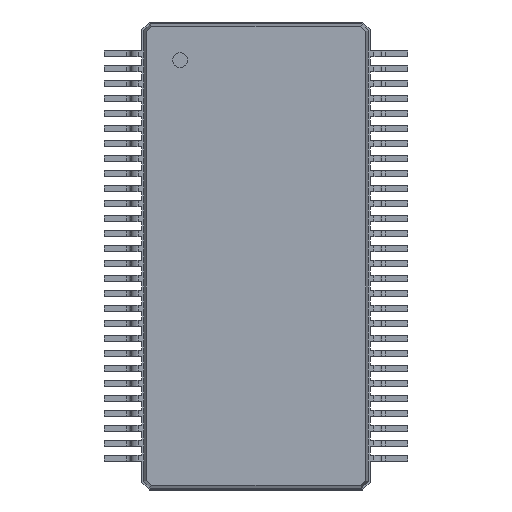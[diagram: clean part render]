
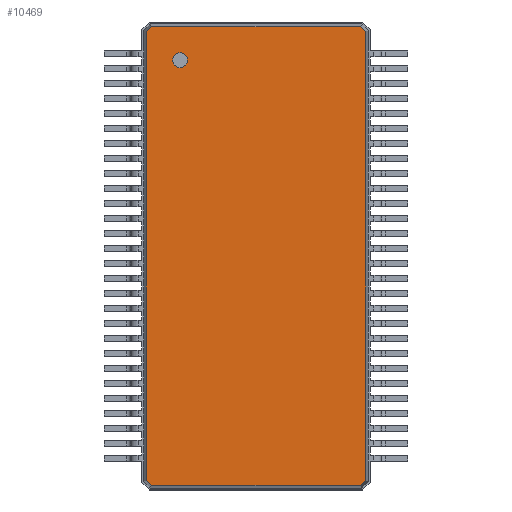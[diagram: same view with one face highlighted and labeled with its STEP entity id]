
A CAD part, top view. The second image highlights one B-rep face of the part: STEP entity #10469.
In plain terms, the highlighted planar face has unit normal (0, 0, 1).
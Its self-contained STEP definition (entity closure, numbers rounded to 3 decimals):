
#3240 = VERTEX_POINT('',#3241);
#3241 = CARTESIAN_POINT('',(2.929,-5.989,1.2));
#3246 = EDGE_CURVE('',#3247,#3240,#3249,.T.);
#3247 = VERTEX_POINT('',#3248);
#3248 = CARTESIAN_POINT('',(2.929,5.989,1.2));
#3249 = LINE('',#3250,#3251);
#3250 = CARTESIAN_POINT('',(2.929,5.989,1.2));
#3251 = VECTOR('',#3252,1.);
#3252 = DIRECTION('',(0.,-1.,0.));
#10452 = VERTEX_POINT('',#10453);
#10453 = CARTESIAN_POINT('',(2.789,-6.129,1.2));
#10458 = EDGE_CURVE('',#3240,#10452,#10459,.T.);
#10459 = LINE('',#10460,#10461);
#10460 = CARTESIAN_POINT('',(2.929,-5.989,1.2));
#10461 = VECTOR('',#10462,1.);
#10462 = DIRECTION('',(-0.707,-0.707,0.));
#10469 = ADVANCED_FACE('',(#10470,#10520),#10531,.F.);
#10470 = FACE_BOUND('',#10471,.F.);
#10471 = EDGE_LOOP('',(#10472,#10482,#10488,#10489,#10490,#10498,#10506,
#10514));
#10472 = ORIENTED_EDGE('',*,*,#10473,.T.);
#10473 = EDGE_CURVE('',#10474,#10476,#10478,.T.);
#10474 = VERTEX_POINT('',#10475);
#10475 = CARTESIAN_POINT('',(-2.789,6.129,1.2));
#10476 = VERTEX_POINT('',#10477);
#10477 = CARTESIAN_POINT('',(2.789,6.129,1.2));
#10478 = LINE('',#10479,#10480);
#10479 = CARTESIAN_POINT('',(-2.789,6.129,1.2));
#10480 = VECTOR('',#10481,1.);
#10481 = DIRECTION('',(1.,0.,0.));
#10482 = ORIENTED_EDGE('',*,*,#10483,.T.);
#10483 = EDGE_CURVE('',#10476,#3247,#10484,.T.);
#10484 = LINE('',#10485,#10486);
#10485 = CARTESIAN_POINT('',(2.789,6.129,1.2));
#10486 = VECTOR('',#10487,1.);
#10487 = DIRECTION('',(0.707,-0.707,0.));
#10488 = ORIENTED_EDGE('',*,*,#3246,.T.);
#10489 = ORIENTED_EDGE('',*,*,#10458,.T.);
#10490 = ORIENTED_EDGE('',*,*,#10491,.T.);
#10491 = EDGE_CURVE('',#10452,#10492,#10494,.T.);
#10492 = VERTEX_POINT('',#10493);
#10493 = CARTESIAN_POINT('',(-2.789,-6.129,1.2));
#10494 = LINE('',#10495,#10496);
#10495 = CARTESIAN_POINT('',(2.789,-6.129,1.2));
#10496 = VECTOR('',#10497,1.);
#10497 = DIRECTION('',(-1.,0.,0.));
#10498 = ORIENTED_EDGE('',*,*,#10499,.T.);
#10499 = EDGE_CURVE('',#10492,#10500,#10502,.T.);
#10500 = VERTEX_POINT('',#10501);
#10501 = CARTESIAN_POINT('',(-2.929,-5.989,1.2));
#10502 = LINE('',#10503,#10504);
#10503 = CARTESIAN_POINT('',(-2.789,-6.129,1.2));
#10504 = VECTOR('',#10505,1.);
#10505 = DIRECTION('',(-0.707,0.707,0.));
#10506 = ORIENTED_EDGE('',*,*,#10507,.T.);
#10507 = EDGE_CURVE('',#10500,#10508,#10510,.T.);
#10508 = VERTEX_POINT('',#10509);
#10509 = CARTESIAN_POINT('',(-2.929,5.989,1.2));
#10510 = LINE('',#10511,#10512);
#10511 = CARTESIAN_POINT('',(-2.929,-5.989,1.2));
#10512 = VECTOR('',#10513,1.);
#10513 = DIRECTION('',(0.,1.,0.));
#10514 = ORIENTED_EDGE('',*,*,#10515,.T.);
#10515 = EDGE_CURVE('',#10508,#10474,#10516,.T.);
#10516 = LINE('',#10517,#10518);
#10517 = CARTESIAN_POINT('',(-2.929,5.989,1.2));
#10518 = VECTOR('',#10519,1.);
#10519 = DIRECTION('',(0.707,0.707,0.));
#10520 = FACE_BOUND('',#10521,.F.);
#10521 = EDGE_LOOP('',(#10522));
#10522 = ORIENTED_EDGE('',*,*,#10523,.T.);
#10523 = EDGE_CURVE('',#10524,#10524,#10526,.T.);
#10524 = VERTEX_POINT('',#10525);
#10525 = CARTESIAN_POINT('',(-2.029,5.029,1.2));
#10526 = CIRCLE('',#10527,0.2);
#10527 = AXIS2_PLACEMENT_3D('',#10528,#10529,#10530);
#10528 = CARTESIAN_POINT('',(-2.029,5.229,1.2));
#10529 = DIRECTION('',(0.,0.,1.));
#10530 = DIRECTION('',(0.,-1.,0.));
#10531 = PLANE('',#10532);
#10532 = AXIS2_PLACEMENT_3D('',#10533,#10534,#10535);
#10533 = CARTESIAN_POINT('',(-2.789,6.129,1.2));
#10534 = DIRECTION('',(0.,-0.,-1.));
#10535 = DIRECTION('',(0.414,-0.91,0.));
